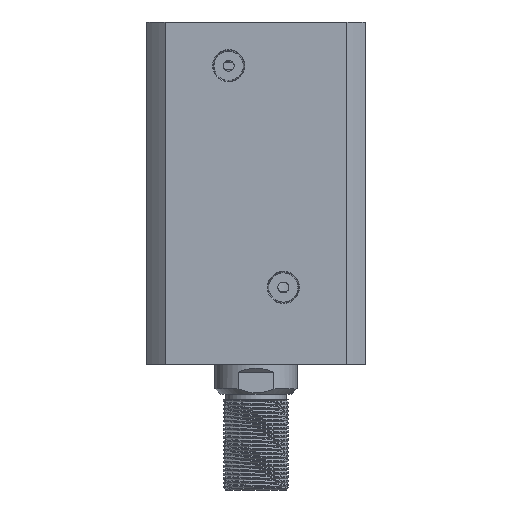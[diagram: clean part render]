
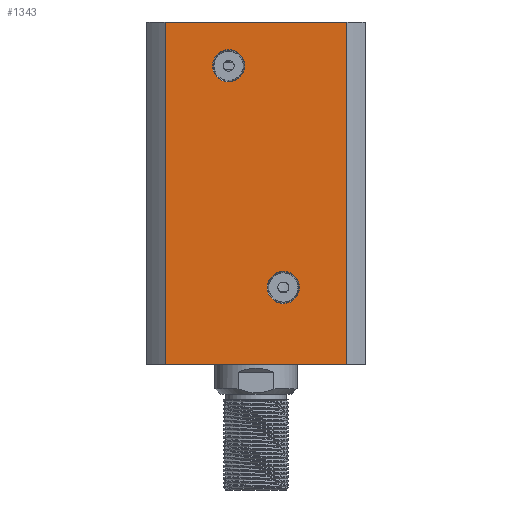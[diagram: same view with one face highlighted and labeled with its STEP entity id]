
A CAD part, left-side view. The second image highlights one B-rep face of the part: STEP entity #1343.
In plain terms, the highlighted planar face has unit normal (-1, 0, 0).
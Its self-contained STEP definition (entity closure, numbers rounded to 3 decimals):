
#97 = LINE ( 'NONE', #16480, #8148 ) ;
#132 = CARTESIAN_POINT ( 'NONE',  ( -40., -33.226, 62.5 ) ) ;
#361 = FACE_OUTER_BOUND ( 'NONE', #2471, .T. ) ;
#436 = VERTEX_POINT ( 'NONE', #7950 ) ;
#685 = EDGE_CURVE ( 'NONE', #12029, #8574, #8153, .T. ) ;
#690 = AXIS2_PLACEMENT_3D ( 'NONE', #20594, #5902, #20848 ) ;
#909 = PLANE ( 'NONE',  #11704 ) ;
#1239 = CIRCLE ( 'NONE', #12209, 5.885 ) ;
#1280 = CARTESIAN_POINT ( 'NONE',  ( -40., 33.226, -62.5 ) ) ;
#1343 = ADVANCED_FACE ( 'NONE', ( #12194, #10175, #361 ), #909, .F. ) ;
#1451 = ORIENTED_EDGE ( 'NONE', *, *, #13186, .F. ) ;
#2421 = CARTESIAN_POINT ( 'NONE',  ( -40., 10., 40.615 ) ) ;
#2471 = EDGE_LOOP ( 'NONE', ( #22122, #1451, #10576, #14575 ) ) ;
#2679 = CIRCLE ( 'NONE', #6319, 5.885 ) ;
#2777 = EDGE_LOOP ( 'NONE', ( #3026, #20041 ) ) ;
#2789 = VERTEX_POINT ( 'NONE', #11316 ) ;
#3026 = ORIENTED_EDGE ( 'NONE', *, *, #22509, .F. ) ;
#3524 = DIRECTION ( 'NONE',  ( 0., 0., 1. ) ) ;
#3703 = CARTESIAN_POINT ( 'NONE',  ( -40., 33.226, -62.5 ) ) ;
#4705 = DIRECTION ( 'NONE',  ( 1., 0., 0. ) ) ;
#5517 = DIRECTION ( 'NONE',  ( 0., 0., -1. ) ) ;
#5680 = CARTESIAN_POINT ( 'NONE',  ( -40., 33.226, 62.5 ) ) ;
#5772 = ORIENTED_EDGE ( 'NONE', *, *, #22955, .F. ) ;
#5902 = DIRECTION ( 'NONE',  ( -1., 0., 0. ) ) ;
#6319 = AXIS2_PLACEMENT_3D ( 'NONE', #21454, #17660, #21535 ) ;
#6983 = VERTEX_POINT ( 'NONE', #132 ) ;
#7844 = VECTOR ( 'NONE', #16608, 1000. ) ;
#7950 = CARTESIAN_POINT ( 'NONE',  ( -40., 10., 52.385 ) ) ;
#8148 = VECTOR ( 'NONE', #11318, 1000. ) ;
#8153 = LINE ( 'NONE', #3703, #7844 ) ;
#8565 = EDGE_LOOP ( 'NONE', ( #5772, #18110 ) ) ;
#8574 = VERTEX_POINT ( 'NONE', #23024 ) ;
#8641 = AXIS2_PLACEMENT_3D ( 'NONE', #9100, #21998, #3524 ) ;
#9100 = CARTESIAN_POINT ( 'NONE',  ( -40., -10., -34.5 ) ) ;
#9990 = DIRECTION ( 'NONE',  ( 0., 0., -1. ) ) ;
#10175 = FACE_BOUND ( 'NONE', #8565, .T. ) ;
#10576 = ORIENTED_EDGE ( 'NONE', *, *, #22749, .F. ) ;
#10957 = CARTESIAN_POINT ( 'NONE',  ( -40., -33.226, 62.5 ) ) ;
#11316 = CARTESIAN_POINT ( 'NONE',  ( -40., -10., -40.385 ) ) ;
#11318 = DIRECTION ( 'NONE',  ( 0., -1., 0. ) ) ;
#11657 = LINE ( 'NONE', #11786, #21169 ) ;
#11704 = AXIS2_PLACEMENT_3D ( 'NONE', #17398, #4705, #9990 ) ;
#11786 = CARTESIAN_POINT ( 'NONE',  ( -40., 33.226, 62.5 ) ) ;
#12029 = VERTEX_POINT ( 'NONE', #1280 ) ;
#12194 = FACE_BOUND ( 'NONE', #2777, .T. ) ;
#12209 = AXIS2_PLACEMENT_3D ( 'NONE', #22584, #19017, #22736 ) ;
#13186 = EDGE_CURVE ( 'NONE', #6983, #8574, #23016, .T. ) ;
#14575 = ORIENTED_EDGE ( 'NONE', *, *, #22393, .T. ) ;
#16480 = CARTESIAN_POINT ( 'NONE',  ( -40., 33.226, 62.5 ) ) ;
#16584 = CIRCLE ( 'NONE', #690, 5.885 ) ;
#16608 = DIRECTION ( 'NONE',  ( 0., -1., 0. ) ) ;
#17209 = VERTEX_POINT ( 'NONE', #2421 ) ;
#17398 = CARTESIAN_POINT ( 'NONE',  ( -40., 33.226, 62.5 ) ) ;
#17660 = DIRECTION ( 'NONE',  ( -1., 0., 0. ) ) ;
#17726 = DIRECTION ( 'NONE',  ( 0., 0., -1. ) ) ;
#18110 = ORIENTED_EDGE ( 'NONE', *, *, #23443, .F. ) ;
#19017 = DIRECTION ( 'NONE',  ( -1., 0., 0. ) ) ;
#19223 = EDGE_CURVE ( 'NONE', #2789, #22621, #16584, .T. ) ;
#20041 = ORIENTED_EDGE ( 'NONE', *, *, #19223, .F. ) ;
#20594 = CARTESIAN_POINT ( 'NONE',  ( -40., -10., -34.5 ) ) ;
#20848 = DIRECTION ( 'NONE',  ( 0., 0., 1. ) ) ;
#21169 = VECTOR ( 'NONE', #17726, 1000. ) ;
#21256 = VECTOR ( 'NONE', #5517, 1000. ) ;
#21454 = CARTESIAN_POINT ( 'NONE',  ( -40., 10., 46.5 ) ) ;
#21535 = DIRECTION ( 'NONE',  ( 0., 0., 1. ) ) ;
#21998 = DIRECTION ( 'NONE',  ( -1., 0., 0. ) ) ;
#22122 = ORIENTED_EDGE ( 'NONE', *, *, #685, .T. ) ;
#22393 = EDGE_CURVE ( 'NONE', #23331, #12029, #11657, .T. ) ;
#22509 = EDGE_CURVE ( 'NONE', #22621, #2789, #22625, .T. ) ;
#22584 = CARTESIAN_POINT ( 'NONE',  ( -40., 10., 46.5 ) ) ;
#22621 = VERTEX_POINT ( 'NONE', #23817 ) ;
#22625 = CIRCLE ( 'NONE', #8641, 5.885 ) ;
#22736 = DIRECTION ( 'NONE',  ( 0., 0., 1. ) ) ;
#22749 = EDGE_CURVE ( 'NONE', #23331, #6983, #97, .T. ) ;
#22955 = EDGE_CURVE ( 'NONE', #436, #17209, #2679, .T. ) ;
#23016 = LINE ( 'NONE', #10957, #21256 ) ;
#23024 = CARTESIAN_POINT ( 'NONE',  ( -40., -33.226, -62.5 ) ) ;
#23331 = VERTEX_POINT ( 'NONE', #5680 ) ;
#23443 = EDGE_CURVE ( 'NONE', #17209, #436, #1239, .T. ) ;
#23817 = CARTESIAN_POINT ( 'NONE',  ( -40., -10., -28.615 ) ) ;
